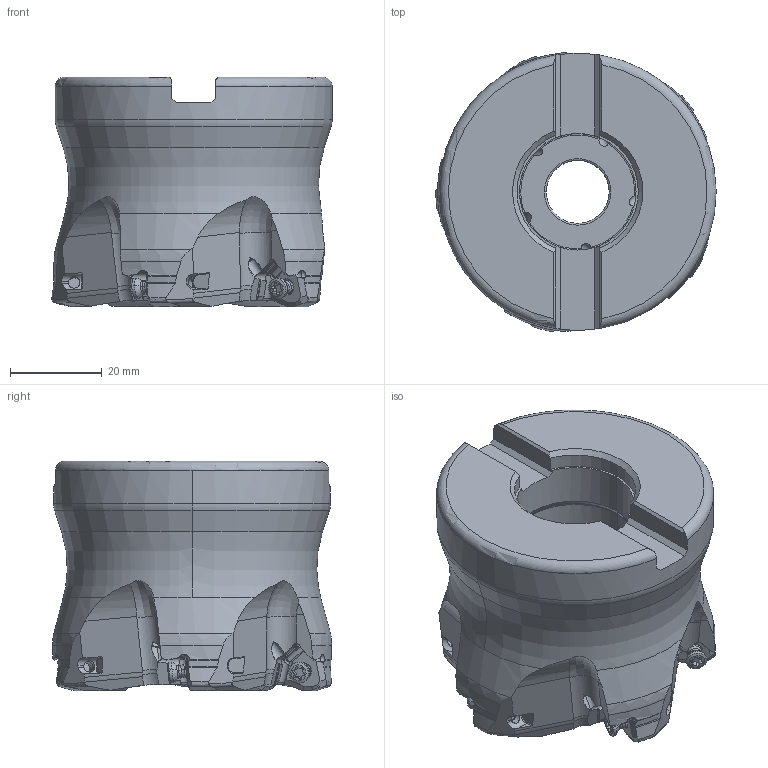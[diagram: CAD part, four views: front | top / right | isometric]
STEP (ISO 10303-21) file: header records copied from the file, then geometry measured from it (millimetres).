
FILE_DESCRIPTION(/* description */ (''),/* implementation_level */ '2;1');
FILE_NAME(/* name */ 'WJX09UR2_5005CA.stp',/* time_stamp */ '2020-10-29T16:34:35+09:00',/* author */ (''),/* organization */ (''),/* preprocessor_version */ 'ST-DEVELOPER v16',/* originating_system */ 'SIEMENS PLM Software NX 10.0',/* authorisation */ '');
FILE_SCHEMA (('AUTOMOTIVE_DESIGN { 1 0 10303 214 3 1 1 1 }'));
Length unit declared in the file: millimetre
Products named in the file (1): WJX09UR2_5005CA_ASM
Bounding box: 61.06 x 60.77 x 50 mm (x, y, z)
Volume: 98671.5 mm3; surface area: 19493.1 mm2
Topology: 6 solids, 6 shells, 730 faces, 2159 edges, 1420 vertices
Faces by surface type: cylinder 292, plane 211, torus 82, cone 75, sphere 40, bspline 30
Entity records: 31626 total; most frequent: CARTESIAN_POINT 12538, ORIENTED_EDGE 4268, DIRECTION 3783, EDGE_CURVE 2134, AXIS2_PLACEMENT_3D 1584, VERTEX_POINT 1412, EDGE_LOOP 748, ADVANCED_FACE 730
